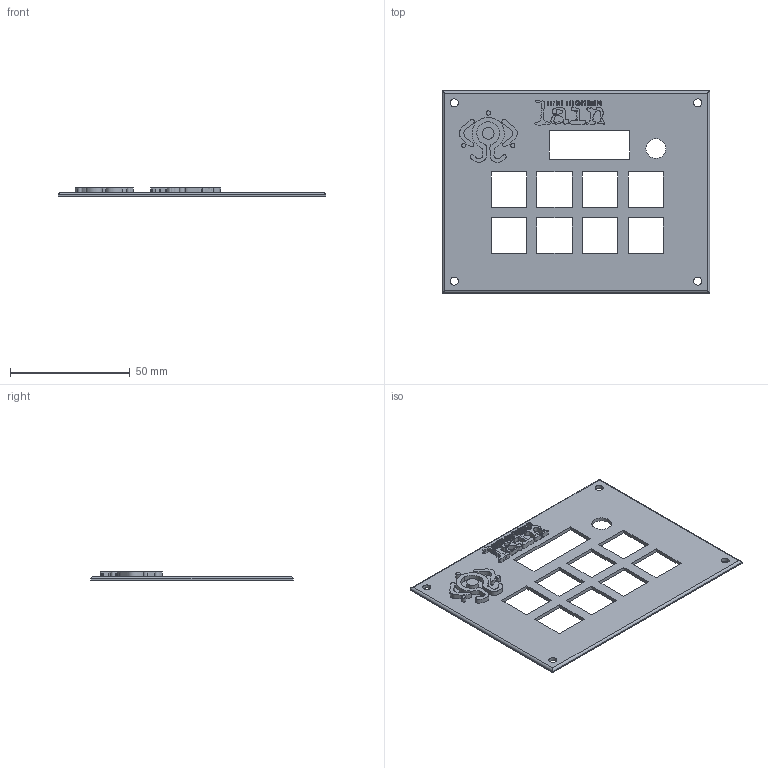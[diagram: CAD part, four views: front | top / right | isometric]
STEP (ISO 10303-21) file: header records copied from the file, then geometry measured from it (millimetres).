
FILE_DESCRIPTION(/* description */ ('STEP AP242 Edition 2','CAx-IF Rec.Pracs.---Representation and Presentation of Product Manufacturing Information (PMI)---4.0---2014-10-13','CAx-IF Rec.Pracs.---3D Tessellated Geometry---0.4---2014-09-14','2;1','CAx-IF Rec.Pracs.---User Defined Attributes---1.5---2016-08-15'),/* implementation_level */ '2;1');
FILE_NAME(/* name */ 'Part Studio 1 - Top',/* time_stamp */ '2026-01-03T00:24:30Z',/* author */ (''),/* organization */ (''),/* preprocessor_version */ 'ST-DEVELOPER v20',/* originating_system */ 'ONSHAPE BY PTC INC, 1.208',/* authorisation */ ' ');
FILE_SCHEMA (('AP242_MANAGED_MODEL_BASED_3D_ENGINEERING_MIM_LF { 1 0 10303 442 3 1 4 }'));
Length unit declared in the file: metre
Products named in the file (1): Top
Bounding box: 111.7 x 84.42 x 3.5 mm (x, y, z)
Volume: 11257.4 mm3; surface area: 16723.7 mm2
Topology: 1 solids, 1 shells, 173 faces, 395 edges, 262 vertices
Faces by surface type: plane 126, bspline 33, cylinder 14
Full cylindrical faces by diameter (mm): 1.759 x2, 1.814 x1, 2.129 x1, 3.4 x4, 4.911 x1, 8.263 x1
Entity records: 7411 total; most frequent: CARTESIAN_POINT 3511, ORIENTED_EDGE 708, DIRECTION 594, EDGE_CURVE 354, EDGE_LOOP 280, FACE_BOUND 280, LINE 264, VECTOR 264
